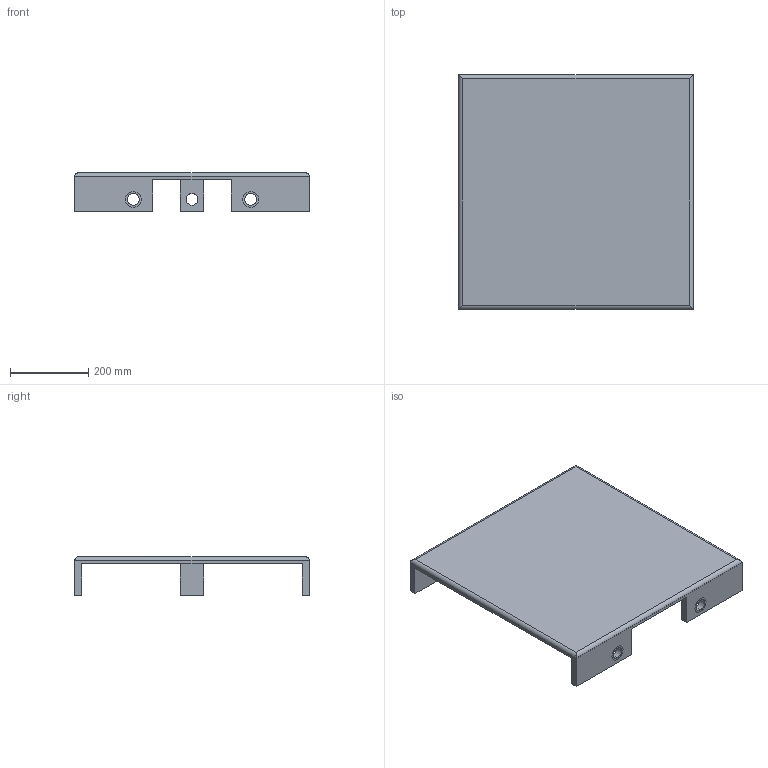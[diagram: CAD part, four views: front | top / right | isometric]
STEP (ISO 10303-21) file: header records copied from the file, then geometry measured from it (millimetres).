
FILE_DESCRIPTION (( 'STEP AP203' ), '1' );
FILE_NAME ('table_Default_sldprt.STEP', '2020-02-21T15:17:15', ( '' ), ( '' ), 'SwSTEP 2.0', 'SolidWorks 2017', '' );
FILE_SCHEMA (( 'CONFIG_CONTROL_DESIGN' ));
Length unit declared in the file: millimetre
Products named in the file (1): table_Default_sldprt
Bounding box: 600 x 600 x 98 mm (x, y, z)
Volume: 7775357.6 mm3; surface area: 917022.8 mm2
Topology: 1 solids, 1 shells, 61 faces, 146 edges, 96 vertices
Faces by surface type: plane 31, cylinder 30
Entity records: 1877 total; most frequent: DIRECTION 318, CARTESIAN_POINT 316, ORIENTED_EDGE 292, EDGE_CURVE 146, AXIS2_PLACEMENT_3D 114, VERTEX_POINT 96, VECTOR 90, LINE 90
